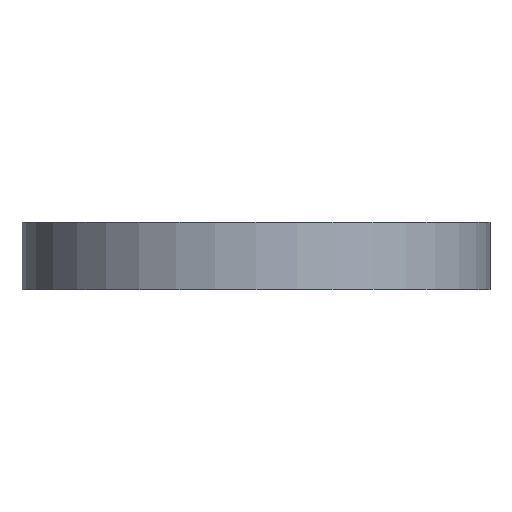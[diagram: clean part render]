
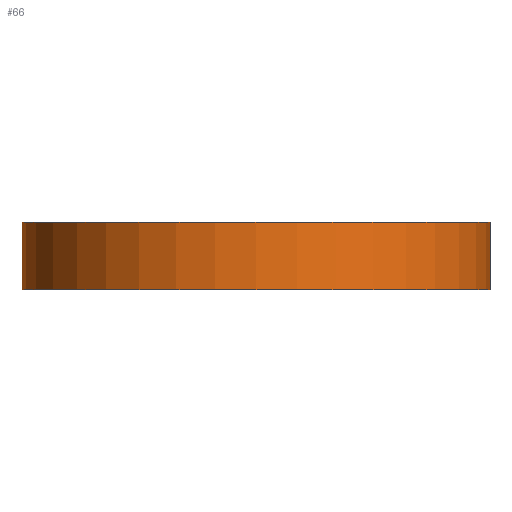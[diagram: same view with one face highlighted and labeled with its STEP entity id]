
A CAD part, front view. The second image highlights one B-rep face of the part: STEP entity #66.
In plain terms, the highlighted cylindrical face has radius 19 mm (diameter 38 mm), a partial arc.
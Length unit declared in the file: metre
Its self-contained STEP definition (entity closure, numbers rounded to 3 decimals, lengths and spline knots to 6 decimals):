
#66=ADVANCED_FACE('0:47',(#138),#139,.T.);
#138=FACE_OUTER_BOUND('',#260,.T.);
#139=CYLINDRICAL_SURFACE('',#261,0.019);
#260=EDGE_LOOP('',(#457,#458,#459,#460));
#261=AXIS2_PLACEMENT_3D('',#461,#462,#463);
#457=ORIENTED_EDGE('',*,*,#857,.F.);
#458=ORIENTED_EDGE('',*,*,#858,.T.);
#459=ORIENTED_EDGE('',*,*,#859,.F.);
#460=ORIENTED_EDGE('',*,*,#860,.T.);
#461=CARTESIAN_POINT('',(-0.031085,-0.064185,-0.006708));
#462=DIRECTION('',(0.,0.,-1.0));
#463=DIRECTION('',(1.0,0.0,0.));
#857=EDGE_CURVE('',#1053,#1054,#1055,.T.);
#858=EDGE_CURVE('0:185',#1053,#1056,#1057,.T.);
#859=EDGE_CURVE('',#1058,#1056,#1059,.T.);
#860=EDGE_CURVE('0:215',#1058,#1054,#1060,.T.);
#1053=VERTEX_POINT('',#1311);
#1054=VERTEX_POINT('',#1312);
#1055=LINE('',#1313,#1314);
#1056=VERTEX_POINT('',#1315);
#1057=CIRCLE('',#1316,0.019);
#1058=VERTEX_POINT('',#1317);
#1059=LINE('',#1318,#1319);
#1060=CIRCLE('',#1320,0.019);
#1311=CARTESIAN_POINT('',(-0.012085,-0.064185,-0.008568));
#1312=CARTESIAN_POINT('',(-0.012085,-0.064185,-0.01401));
#1313=CARTESIAN_POINT('',(-0.012085,-0.064185,-0.011289));
#1314=VECTOR('',#1579,1.0);
#1315=CARTESIAN_POINT('',(-0.050085,-0.064185,-0.008568));
#1316=AXIS2_PLACEMENT_3D('',#1580,#1581,#1582);
#1317=CARTESIAN_POINT('',(-0.050085,-0.064185,-0.01401));
#1318=CARTESIAN_POINT('',(-0.050085,-0.064185,-0.011289));
#1319=VECTOR('',#1583,1.0);
#1320=AXIS2_PLACEMENT_3D('',#1584,#1585,#1586);
#1579=DIRECTION('',(0.,0.,-1.0));
#1580=CARTESIAN_POINT('',(-0.031085,-0.064185,-0.008568));
#1581=DIRECTION('',(0.,0.,-1.0));
#1582=DIRECTION('',(1.0,0.,0.));
#1583=DIRECTION('',(0.,0.,1.0));
#1584=CARTESIAN_POINT('',(-0.031085,-0.064185,-0.01401));
#1585=DIRECTION('',(0.,0.,1.0));
#1586=DIRECTION('',(1.0,0.,0.));
